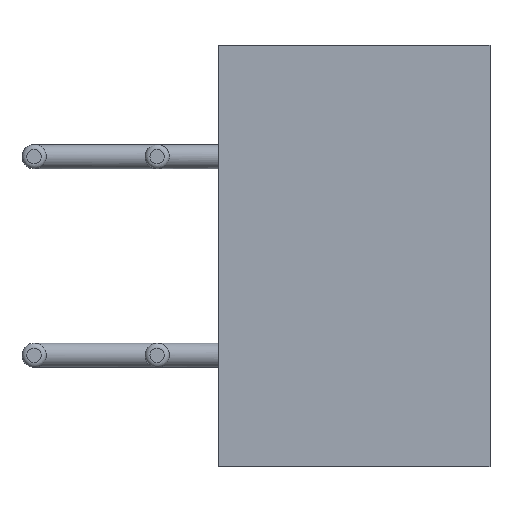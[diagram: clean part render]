
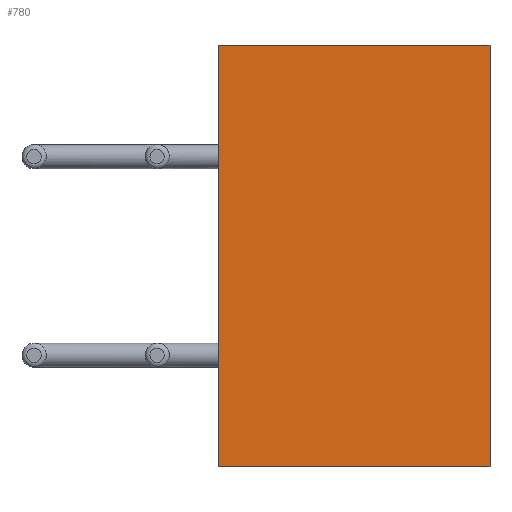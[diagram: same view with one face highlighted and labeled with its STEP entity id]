
A CAD part, front view. The second image highlights one B-rep face of the part: STEP entity #780.
In plain terms, the highlighted planar face has unit normal (0, -1, 0).
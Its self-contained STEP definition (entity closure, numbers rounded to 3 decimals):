
#72=LINE('',#1351,#121);
#79=LINE('',#1365,#128);
#80=LINE('',#1368,#129);
#81=LINE('',#1369,#130);
#121=VECTOR('',#1124,10.);
#128=VECTOR('',#1137,10.);
#129=VECTOR('',#1140,10.);
#130=VECTOR('',#1141,10.);
#160=PLANE('',#899);
#201=FACE_OUTER_BOUND('',#245,.T.);
#245=EDGE_LOOP('',(#671,#672,#673,#674));
#373=VERTEX_POINT('',#1348);
#374=VERTEX_POINT('',#1350);
#378=VERTEX_POINT('',#1363);
#379=VERTEX_POINT('',#1367);
#475=EDGE_CURVE('',#373,#374,#72,.T.);
#482=EDGE_CURVE('',#378,#374,#79,.T.);
#483=EDGE_CURVE('',#379,#378,#80,.T.);
#484=EDGE_CURVE('',#379,#373,#81,.T.);
#671=ORIENTED_EDGE('',*,*,#483,.T.);
#672=ORIENTED_EDGE('',*,*,#482,.T.);
#673=ORIENTED_EDGE('',*,*,#475,.F.);
#674=ORIENTED_EDGE('',*,*,#484,.F.);
#780=ADVANCED_FACE('',(#201),#160,.T.);
#899=AXIS2_PLACEMENT_3D('',#1366,#1138,#1139);
#1124=DIRECTION('',(0.,0.,-1.));
#1137=DIRECTION('',(1.,0.,0.));
#1138=DIRECTION('center_axis',(0.,-1.,0.));
#1139=DIRECTION('ref_axis',(0.,0.,-1.));
#1140=DIRECTION('',(0.,0.,-1.));
#1141=DIRECTION('',(1.,0.,0.));
#1348=CARTESIAN_POINT('',(5.6,0.,0.));
#1350=CARTESIAN_POINT('',(5.6,0.,-8.7));
#1351=CARTESIAN_POINT('',(5.6,0.,0.));
#1363=CARTESIAN_POINT('',(0.,0.,-8.7));
#1365=CARTESIAN_POINT('',(0.,0.,-8.7));
#1366=CARTESIAN_POINT('Origin',(0.,0.,0.));
#1367=CARTESIAN_POINT('',(0.,0.,0.));
#1368=CARTESIAN_POINT('',(0.,0.,0.));
#1369=CARTESIAN_POINT('',(0.,0.,0.));
